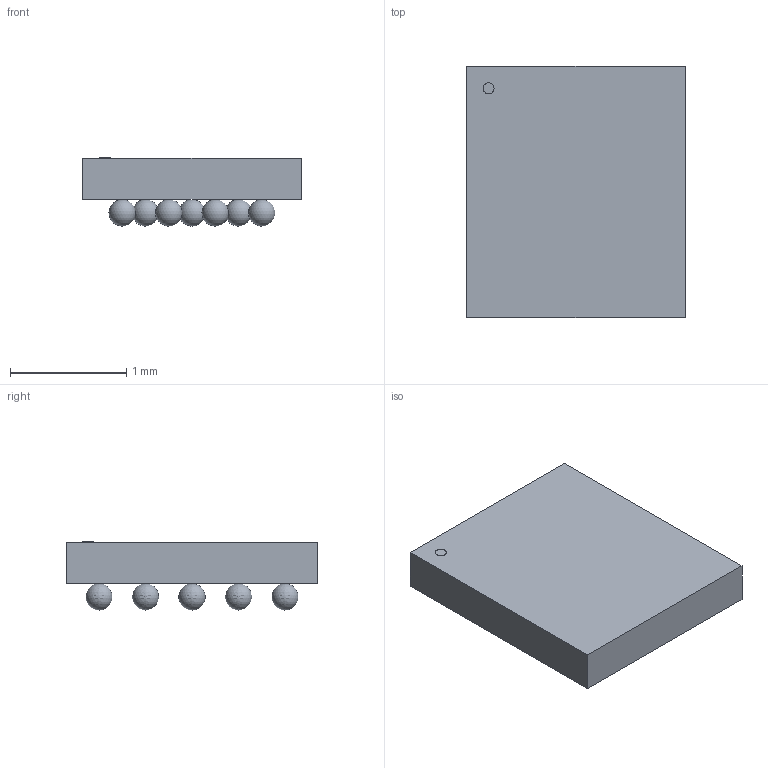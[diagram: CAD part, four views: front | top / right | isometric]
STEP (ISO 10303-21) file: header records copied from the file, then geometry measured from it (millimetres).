
FILE_DESCRIPTION(('STEP AP214'),'1');
FILE_NAME('WLCSP18','2019-08-28T18:22:52',(''),(''),'','','');
FILE_SCHEMA(('AUTOMOTIVE_DESIGN'));
Length unit declared in the file: millimetre
Products named in the file (1): product
Bounding box: 1.88 x 2.16 x 0.59 mm (x, y, z)
Volume: 0.1 mm3; surface area: 24.9 mm2
Topology: 19 solids, 31 shells, 33 faces, 105 edges, 86 vertices
Faces by surface type: sphere 18, plane 14, cylinder 1
Full cylindrical faces by diameter (mm): 0.094 x1
Entity records: 852 total; most frequent: CARTESIAN_POINT 153, DIRECTION 122, VERTEX_POINT 116, ORIENTED_EDGE 52, EDGE_CURVE 50, LINE 48, VECTOR 48, AXIS2_PLACEMENT_3D 37
